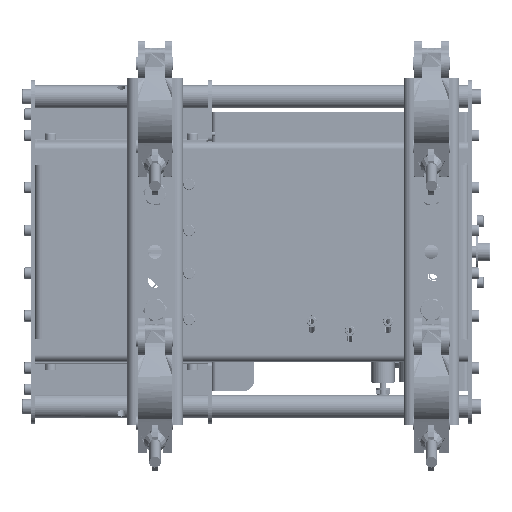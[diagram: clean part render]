
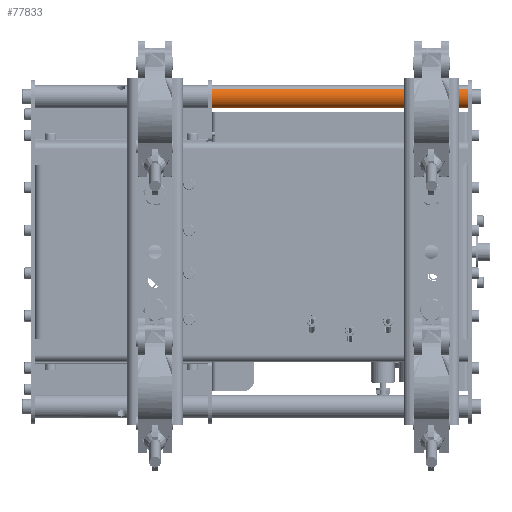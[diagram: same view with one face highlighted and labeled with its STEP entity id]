
A CAD part, front view. The second image highlights one B-rep face of the part: STEP entity #77833.
In plain terms, the highlighted cylindrical face has radius 10 mm (diameter 20 mm), a partial arc.
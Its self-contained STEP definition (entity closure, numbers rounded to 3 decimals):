
#994 = CIRCLE ( 'NONE', #34393, 10. ) ;
#1271 = DIRECTION ( 'NONE',  ( -1., 0., 0. ) ) ;
#13619 = DIRECTION ( 'NONE',  ( 0., 0.714, -0.7 ) ) ;
#17656 = CYLINDRICAL_SURFACE ( 'NONE', #89133, 10. ) ;
#18355 = EDGE_LOOP ( 'NONE', ( #37998, #61119, #81748, #96759 ) ) ;
#24074 = CIRCLE ( 'NONE', #38593, 10. ) ;
#24515 = CARTESIAN_POINT ( 'NONE',  ( 160.5, -504.984, -264.588 ) ) ;
#27990 = VERTEX_POINT ( 'NONE', #107615 ) ;
#34393 = AXIS2_PLACEMENT_3D ( 'NONE', #112666, #53353, #13619 ) ;
#36587 = FACE_OUTER_BOUND ( 'NONE', #18355, .T. ) ;
#37998 = ORIENTED_EDGE ( 'NONE', *, *, #123411, .T. ) ;
#38593 = AXIS2_PLACEMENT_3D ( 'NONE', #24515, #64262, #104029 ) ;
#41273 = EDGE_CURVE ( 'NONE', #121986, #128414, #81797, .T. ) ;
#42020 = EDGE_CURVE ( 'NONE', #121323, #27990, #67733, .T. ) ;
#46340 = CARTESIAN_POINT ( 'NONE',  ( 154.482, -512.129, -257.591 ) ) ;
#53353 = DIRECTION ( 'NONE',  ( -1., 0., 0. ) ) ;
#56663 = EDGE_CURVE ( 'NONE', #27990, #128414, #24074, .T. ) ;
#59929 = DIRECTION ( 'NONE',  ( 0., 0.714, -0.7 ) ) ;
#60728 = VECTOR ( 'NONE', #88549, 1000. ) ;
#61119 = ORIENTED_EDGE ( 'NONE', *, *, #42020, .T. ) ;
#63663 = CARTESIAN_POINT ( 'NONE',  ( 160.5, -497.84, -271.586 ) ) ;
#64262 = DIRECTION ( 'NONE',  ( 1., 0., 0. ) ) ;
#67733 = LINE ( 'NONE', #46340, #60728 ) ;
#77833 = ADVANCED_FACE ( 'NONE', ( #36587 ), #17656, .T. ) ;
#80860 = CARTESIAN_POINT ( 'NONE',  ( 381.5, -497.84, -271.586 ) ) ;
#81176 = CARTESIAN_POINT ( 'NONE',  ( 154.482, -497.84, -271.586 ) ) ;
#81748 = ORIENTED_EDGE ( 'NONE', *, *, #56663, .T. ) ;
#81797 = LINE ( 'NONE', #81176, #120779 ) ;
#85313 = CARTESIAN_POINT ( 'NONE',  ( 381.5, -512.129, -257.591 ) ) ;
#88549 = DIRECTION ( 'NONE',  ( -1., 0., 0. ) ) ;
#89133 = AXIS2_PLACEMENT_3D ( 'NONE', #110807, #1271, #59929 ) ;
#96759 = ORIENTED_EDGE ( 'NONE', *, *, #41273, .F. ) ;
#104029 = DIRECTION ( 'NONE',  ( 0., -0.714, 0.7 ) ) ;
#107615 = CARTESIAN_POINT ( 'NONE',  ( 160.5, -512.129, -257.591 ) ) ;
#110807 = CARTESIAN_POINT ( 'NONE',  ( 154.482, -504.984, -264.588 ) ) ;
#112666 = CARTESIAN_POINT ( 'NONE',  ( 381.5, -504.984, -264.588 ) ) ;
#113145 = DIRECTION ( 'NONE',  ( -1., 0., 0. ) ) ;
#120779 = VECTOR ( 'NONE', #113145, 1000. ) ;
#121323 = VERTEX_POINT ( 'NONE', #85313 ) ;
#121986 = VERTEX_POINT ( 'NONE', #80860 ) ;
#123411 = EDGE_CURVE ( 'NONE', #121986, #121323, #994, .T. ) ;
#128414 = VERTEX_POINT ( 'NONE', #63663 ) ;
